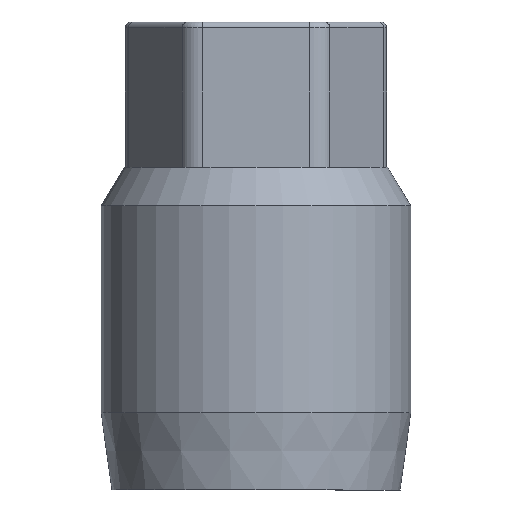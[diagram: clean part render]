
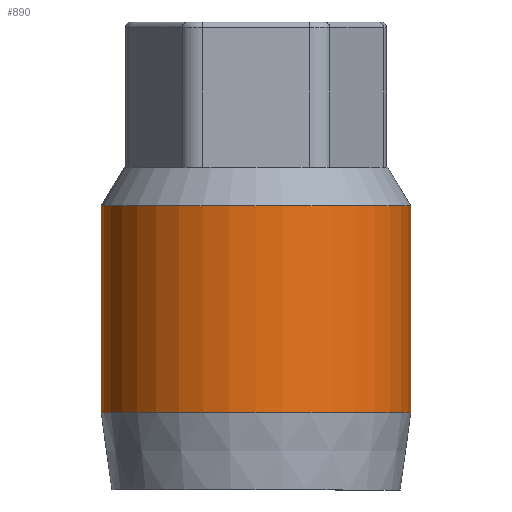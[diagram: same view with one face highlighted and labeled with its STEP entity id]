
A CAD part, front view. The second image highlights one B-rep face of the part: STEP entity #890.
In plain terms, the highlighted cylindrical face has radius 5.33 mm (diameter 10.659 mm), a full revolution.
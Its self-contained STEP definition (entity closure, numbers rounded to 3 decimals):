
#72=CYLINDRICAL_SURFACE('',#986,5.33);
#94=FACE_OUTER_BOUND('',#152,.T.);
#152=EDGE_LOOP('',(#641,#642,#643,#644,#645));
#213=LINE('',#1462,#281);
#281=VECTOR('',#1131,5.33);
#346=CIRCLE('',#973,5.33);
#357=CIRCLE('',#987,5.33);
#358=CIRCLE('',#988,5.33);
#405=VERTEX_POINT('',#1407);
#422=VERTEX_POINT('',#1459);
#423=VERTEX_POINT('',#1460);
#485=EDGE_CURVE('',#405,#405,#346,.T.);
#505=EDGE_CURVE('',#422,#423,#357,.T.);
#506=EDGE_CURVE('',#423,#405,#213,.T.);
#507=EDGE_CURVE('',#423,#422,#358,.T.);
#641=ORIENTED_EDGE('',*,*,#505,.T.);
#642=ORIENTED_EDGE('',*,*,#506,.T.);
#643=ORIENTED_EDGE('',*,*,#485,.F.);
#644=ORIENTED_EDGE('',*,*,#506,.F.);
#645=ORIENTED_EDGE('',*,*,#507,.T.);
#890=ADVANCED_FACE('',(#94),#72,.T.);
#973=AXIS2_PLACEMENT_3D('',#1408,#1098,#1099);
#986=AXIS2_PLACEMENT_3D('',#1458,#1127,#1128);
#987=AXIS2_PLACEMENT_3D('',#1461,#1129,#1130);
#988=AXIS2_PLACEMENT_3D('',#1463,#1132,#1133);
#1098=DIRECTION('center_axis',(0.,0.,-1.));
#1099=DIRECTION('ref_axis',(1.,0.,0.));
#1127=DIRECTION('center_axis',(0.,0.,1.));
#1128=DIRECTION('ref_axis',(1.,0.,0.));
#1129=DIRECTION('center_axis',(0.,0.,-1.));
#1130=DIRECTION('ref_axis',(-1.,0.,0.));
#1131=DIRECTION('',(0.,0.,-1.));
#1132=DIRECTION('center_axis',(0.,0.,-1.));
#1133=DIRECTION('ref_axis',(-1.,0.,0.));
#1407=CARTESIAN_POINT('',(-5.33,0.,-10.458));
#1408=CARTESIAN_POINT('Origin',(0.,0.,
-10.458));
#1458=CARTESIAN_POINT('Origin',(0.,0.,-13.113));
#1459=CARTESIAN_POINT('',(5.33,0.,-3.331));
#1460=CARTESIAN_POINT('',(-5.33,0.,-3.331));
#1461=CARTESIAN_POINT('Origin',(0.,0.,-3.331));
#1462=CARTESIAN_POINT('',(-5.33,0.,-13.113));
#1463=CARTESIAN_POINT('Origin',(0.,0.,-3.331));
